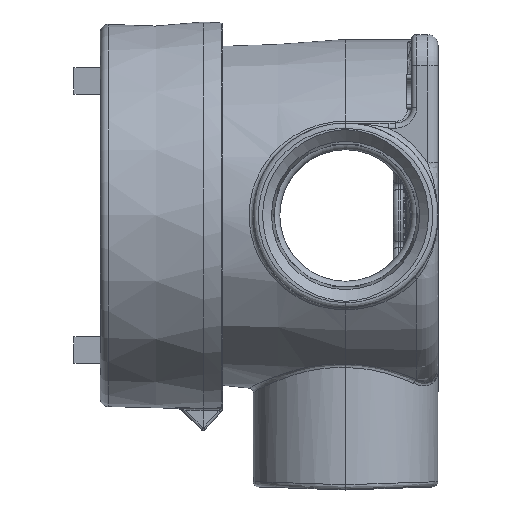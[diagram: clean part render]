
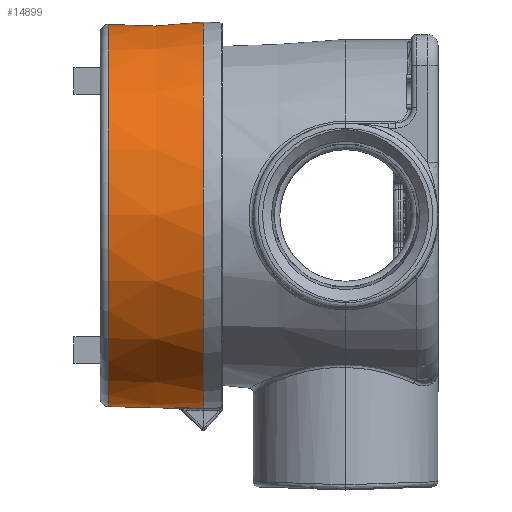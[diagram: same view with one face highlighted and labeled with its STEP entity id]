
A CAD part, left-side view. The second image highlights one B-rep face of the part: STEP entity #14899.
In plain terms, the highlighted conical face has half-angle 1.5 degrees and reference radius 58.214 mm.
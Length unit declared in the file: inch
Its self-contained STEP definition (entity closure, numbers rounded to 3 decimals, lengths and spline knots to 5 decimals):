
#1946=LINE('',#53777,#3206);
#3206=VECTOR('',#18960,2.29188);
#3256=CONICAL_SURFACE('',#15888,2.29188,0.026);
#4050=FACE_OUTER_BOUND('',#4950,.T.);
#4950=EDGE_LOOP('',(#13586,#13587,#13588,#13589,#13590,#13591,#13592,#13593));
#5523=B_SPLINE_CURVE_WITH_KNOTS('',3,(#53759,#53760,#53761,#53762,#53763,
#53764,#53765,#53766,#53767,#53768),.UNSPECIFIED.,.F.,.F.,(4,2,2,2,4),(0.,
0.25,0.5,0.75,1.),.UNSPECIFIED.);
#5524=B_SPLINE_CURVE_WITH_KNOTS('',3,(#53770,#53771,#53772,#53773),
 .UNSPECIFIED.,.F.,.F.,(4,4),(0.,1.),.UNSPECIFIED.);
#5525=B_SPLINE_CURVE_WITH_KNOTS('',3,(#53781,#53782,#53783,#53784),
 .UNSPECIFIED.,.F.,.F.,(4,4),(0.,1.),.UNSPECIFIED.);
#5834=CIRCLE('',#15889,2.29188);
#5835=CIRCLE('',#15890,2.26235);
#5836=CIRCLE('',#15891,2.29188);
#7202=VERTEX_POINT('',#53757);
#7203=VERTEX_POINT('',#53758);
#7204=VERTEX_POINT('',#53769);
#7205=VERTEX_POINT('',#53774);
#7206=VERTEX_POINT('',#53776);
#7207=VERTEX_POINT('',#53779);
#9342=EDGE_CURVE('',#7202,#7203,#5523,.T.);
#9343=EDGE_CURVE('',#7203,#7204,#5524,.T.);
#9344=EDGE_CURVE('',#7204,#7205,#5834,.F.);
#9345=EDGE_CURVE('',#7205,#7206,#1946,.T.);
#9346=EDGE_CURVE('',#7206,#7206,#5835,.T.);
#9347=EDGE_CURVE('',#7205,#7207,#5836,.F.);
#9348=EDGE_CURVE('',#7207,#7202,#5525,.T.);
#13586=ORIENTED_EDGE('',*,*,#9342,.T.);
#13587=ORIENTED_EDGE('',*,*,#9343,.T.);
#13588=ORIENTED_EDGE('',*,*,#9344,.T.);
#13589=ORIENTED_EDGE('',*,*,#9345,.T.);
#13590=ORIENTED_EDGE('',*,*,#9346,.T.);
#13591=ORIENTED_EDGE('',*,*,#9345,.F.);
#13592=ORIENTED_EDGE('',*,*,#9347,.T.);
#13593=ORIENTED_EDGE('',*,*,#9348,.T.);
#14899=ADVANCED_FACE('',(#4050),#3256,.T.);
#15888=AXIS2_PLACEMENT_3D('',#53756,#18956,#18957);
#15889=AXIS2_PLACEMENT_3D('',#53775,#18958,#18959);
#15890=AXIS2_PLACEMENT_3D('',#53778,#18961,#18962);
#15891=AXIS2_PLACEMENT_3D('',#53780,#18963,#18964);
#18956=DIRECTION('center_axis',(0.,0.,-1.));
#18957=DIRECTION('ref_axis',(1.,0.,0.));
#18958=DIRECTION('center_axis',(0.,0.,-1.));
#18959=DIRECTION('ref_axis',(0.094,-0.996,0.));
#18960=DIRECTION('',(0.026,0.,1.));
#18961=DIRECTION('center_axis',(0.,0.,-1.));
#18962=DIRECTION('ref_axis',(-1.,0.,0.));
#18963=DIRECTION('center_axis',(0.,0.,-1.));
#18964=DIRECTION('ref_axis',(0.094,-0.996,0.));
#53756=CARTESIAN_POINT('Origin',(0.,0.,0.25));
#53757=CARTESIAN_POINT('',(-0.20732,-2.27386,0.57789));
#53758=CARTESIAN_POINT('',(0.20732,-2.27386,0.57789));
#53759=CARTESIAN_POINT('Ctrl Pts',(-0.20732,-2.27386,
0.57789));
#53760=CARTESIAN_POINT('Ctrl Pts',(-0.17295,-2.27708,
0.57453));
#53761=CARTESIAN_POINT('Ctrl Pts',(-0.13826,-2.27952,
0.57199));
#53762=CARTESIAN_POINT('Ctrl Pts',(-0.06895,-2.28275,
0.56862));
#53763=CARTESIAN_POINT('Ctrl Pts',(-0.03423,-2.28356,
0.56778));
#53764=CARTESIAN_POINT('Ctrl Pts',(0.03531,-2.28355,
0.56779));
#53765=CARTESIAN_POINT('Ctrl Pts',(0.07008,-2.28272,
0.56866));
#53766=CARTESIAN_POINT('Ctrl Pts',(0.13902,-2.27947,
0.57204));
#53767=CARTESIAN_POINT('Ctrl Pts',(0.17327,-2.27705,
0.57457));
#53768=CARTESIAN_POINT('Ctrl Pts',(0.20732,-2.27386,
0.57789));
#53769=CARTESIAN_POINT('',(0.2158,-2.28169,0.25));
#53770=CARTESIAN_POINT('Ctrl Pts',(0.20732,-2.27386,
0.57789));
#53771=CARTESIAN_POINT('Ctrl Pts',(0.21014,-2.27647,
0.4686));
#53772=CARTESIAN_POINT('Ctrl Pts',(0.21297,-2.27909,
0.3593));
#53773=CARTESIAN_POINT('Ctrl Pts',(0.2158,-2.28169,
0.25));
#53774=CARTESIAN_POINT('',(-2.29188,0.,0.25));
#53775=CARTESIAN_POINT('Origin',(0.,0.,
0.25));
#53776=CARTESIAN_POINT('',(-2.26235,0.,1.37745));
#53777=CARTESIAN_POINT('',(-2.29188,0.,0.25));
#53778=CARTESIAN_POINT('Origin',(0.,0.,1.37745));
#53779=CARTESIAN_POINT('',(-0.2158,-2.28169,0.25));
#53780=CARTESIAN_POINT('Origin',(0.,0.,
0.25));
#53781=CARTESIAN_POINT('Ctrl Pts',(-0.2158,-2.28169,
0.25));
#53782=CARTESIAN_POINT('Ctrl Pts',(-0.21297,-2.27909,
0.3593));
#53783=CARTESIAN_POINT('Ctrl Pts',(-0.21014,-2.27647,
0.4686));
#53784=CARTESIAN_POINT('Ctrl Pts',(-0.20732,-2.27386,
0.57789));
